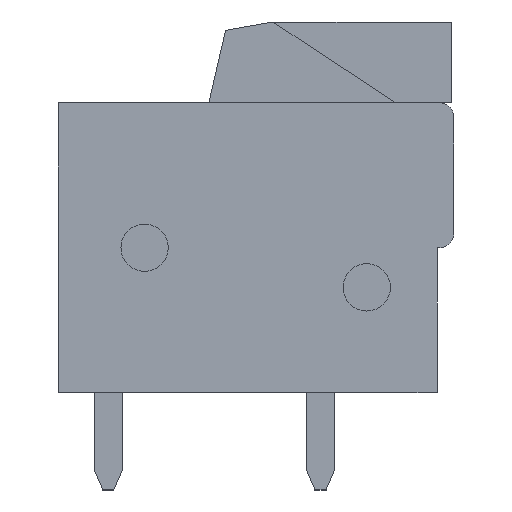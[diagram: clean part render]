
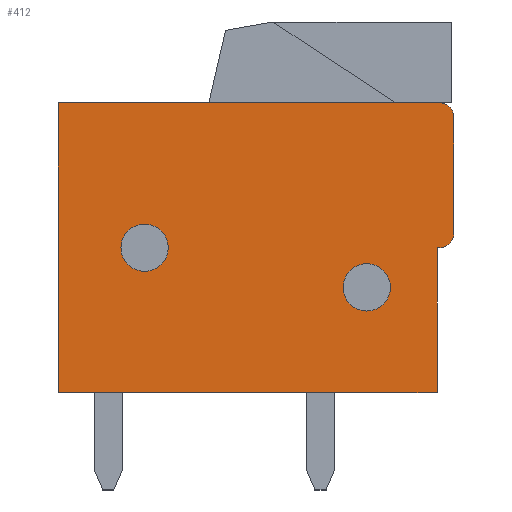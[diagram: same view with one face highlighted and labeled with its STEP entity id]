
A CAD part, left-side view. The second image highlights one B-rep face of the part: STEP entity #412.
In plain terms, the highlighted planar face has unit normal (-1, 0, 0).
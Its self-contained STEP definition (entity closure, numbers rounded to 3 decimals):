
#412 = ADVANCED_FACE( '', ( #911, #912, #913 ), #914, .T. );
#911 = FACE_BOUND( '', #1549, .T. );
#912 = FACE_OUTER_BOUND( '', #1550, .T. );
#913 = FACE_BOUND( '', #1551, .T. );
#914 = PLANE( '', #1552 );
#1549 = EDGE_LOOP( '', ( #2374 ) );
#1550 = EDGE_LOOP( '', ( #2375, #2376, #2377, #2378, #2379, #2380, #2381, #2382 ) );
#1551 = EDGE_LOOP( '', ( #2383 ) );
#1552 = AXIS2_PLACEMENT_3D( '', #2384, #2385, #2386 );
#2374 = ORIENTED_EDGE( '', *, *, #3899, .T. );
#2375 = ORIENTED_EDGE( '', *, *, #4052, .T. );
#2376 = ORIENTED_EDGE( '', *, *, #3964, .T. );
#2377 = ORIENTED_EDGE( '', *, *, #4055, .T. );
#2378 = ORIENTED_EDGE( '', *, *, #4056, .T. );
#2379 = ORIENTED_EDGE( '', *, *, #4057, .T. );
#2380 = ORIENTED_EDGE( '', *, *, #4058, .T. );
#2381 = ORIENTED_EDGE( '', *, *, #3986, .T. );
#2382 = ORIENTED_EDGE( '', *, *, #4059, .T. );
#2383 = ORIENTED_EDGE( '', *, *, #4060, .T. );
#2384 = CARTESIAN_POINT( '', ( -2.5, 0., 0. ) );
#2385 = DIRECTION( '', ( -1., 0., 0. ) );
#2386 = DIRECTION( '', ( 0., 0., 1. ) );
#3899 = EDGE_CURVE( '', #4639, #4639, #4640, .T. );
#3964 = EDGE_CURVE( '', #4751, #4749, #4752, .T. );
#3986 = EDGE_CURVE( '', #4789, #4787, #4790, .T. );
#4052 = EDGE_CURVE( '', #4902, #4751, #4903, .T. );
#4055 = EDGE_CURVE( '', #4749, #4906, #4907, .T. );
#4056 = EDGE_CURVE( '', #4906, #4908, #4909, .T. );
#4057 = EDGE_CURVE( '', #4908, #4910, #4911, .T. );
#4058 = EDGE_CURVE( '', #4910, #4789, #4912, .T. );
#4059 = EDGE_CURVE( '', #4787, #4902, #4913, .T. );
#4060 = EDGE_CURVE( '', #4914, #4914, #4915, .T. );
#4639 = VERTEX_POINT( '', #5713 );
#4640 = CIRCLE( '', #5714, 0.85 );
#4749 = VERTEX_POINT( '', #5868 );
#4751 = VERTEX_POINT( '', #5871 );
#4752 = CIRCLE( '', #5872, 0.5 );
#4787 = VERTEX_POINT( '', #5920 );
#4789 = VERTEX_POINT( '', #5923 );
#4790 = LINE( '', #5924, #5925 );
#4902 = VERTEX_POINT( '', #6082 );
#4903 = LINE( '', #6083, #6084 );
#4906 = VERTEX_POINT( '', #6088 );
#4907 = LINE( '', #6089, #6090 );
#4908 = VERTEX_POINT( '', #6091 );
#4909 = CIRCLE( '', #6092, 0.5 );
#4910 = VERTEX_POINT( '', #6093 );
#4911 = LINE( '', #6094, #6095 );
#4912 = LINE( '', #6096, #6097 );
#4913 = LINE( '', #6098, #6099 );
#4914 = VERTEX_POINT( '', #6100 );
#4915 = CIRCLE( '', #6101, 0.85 );
#5713 = CARTESIAN_POINT( '', ( -2.5, 3.15, 0. ) );
#5714 = AXIS2_PLACEMENT_3D( '', #7116, #7117, #7118 );
#5868 = CARTESIAN_POINT( '', ( -2.5, -7.1, 0.5 ) );
#5871 = CARTESIAN_POINT( '', ( -2.5, -6.6, 0. ) );
#5872 = AXIS2_PLACEMENT_3D( '', #7183, #7184, #7185 );
#5920 = CARTESIAN_POINT( '', ( -2.5, -6.5, -5.2 ) );
#5923 = CARTESIAN_POINT( '', ( -2.5, 7.1, -5.2 ) );
#5924 = CARTESIAN_POINT( '', ( -2.5, 7.1, -5.2 ) );
#5925 = VECTOR( '', #7209, 1000. );
#6082 = CARTESIAN_POINT( '', ( -2.5, -6.5, 0. ) );
#6083 = CARTESIAN_POINT( '', ( -2.5, -6.5, 0. ) );
#6084 = VECTOR( '', #7279, 1000. );
#6088 = CARTESIAN_POINT( '', ( -2.5, -7.1, 4.7 ) );
#6089 = CARTESIAN_POINT( '', ( -2.5, -7.1, 0. ) );
#6090 = VECTOR( '', #7281, 1000. );
#6091 = CARTESIAN_POINT( '', ( -2.5, -6.6, 5.2 ) );
#6092 = AXIS2_PLACEMENT_3D( '', #7282, #7283, #7284 );
#6093 = CARTESIAN_POINT( '', ( -2.5, 7.1, 5.2 ) );
#6094 = CARTESIAN_POINT( '', ( -2.5, -7.1, 5.2 ) );
#6095 = VECTOR( '', #7285, 1000. );
#6096 = CARTESIAN_POINT( '', ( -2.5, 7.1, 5.2 ) );
#6097 = VECTOR( '', #7286, 1000. );
#6098 = CARTESIAN_POINT( '', ( -2.5, -6.5, -5.2 ) );
#6099 = VECTOR( '', #7287, 1000. );
#6100 = CARTESIAN_POINT( '', ( -2.5, -4.825, -1.425 ) );
#6101 = AXIS2_PLACEMENT_3D( '', #7288, #7289, #7290 );
#7116 = CARTESIAN_POINT( '', ( -2.5, 4., 0. ) );
#7117 = DIRECTION( '', ( 1., 0., 0. ) );
#7118 = DIRECTION( '', ( 0., -1., 0. ) );
#7183 = CARTESIAN_POINT( '', ( -2.5, -6.6, 0.5 ) );
#7184 = DIRECTION( '', ( -1., 0., 0. ) );
#7185 = DIRECTION( '', ( 0., 0., 1. ) );
#7209 = DIRECTION( '', ( 0., -1., 0. ) );
#7279 = DIRECTION( '', ( 0., -1., 0. ) );
#7281 = DIRECTION( '', ( 0., 0., 1. ) );
#7282 = CARTESIAN_POINT( '', ( -2.5, -6.6, 4.7 ) );
#7283 = DIRECTION( '', ( -1., 0., 0. ) );
#7284 = DIRECTION( '', ( 0., 0., 1. ) );
#7285 = DIRECTION( '', ( 0., 1., 0. ) );
#7286 = DIRECTION( '', ( 0., 0., -1. ) );
#7287 = DIRECTION( '', ( 0., 0., 1. ) );
#7288 = CARTESIAN_POINT( '', ( -2.5, -3.975, -1.425 ) );
#7289 = DIRECTION( '', ( 1., 0., 0. ) );
#7290 = DIRECTION( '', ( 0., -1., 0. ) );
